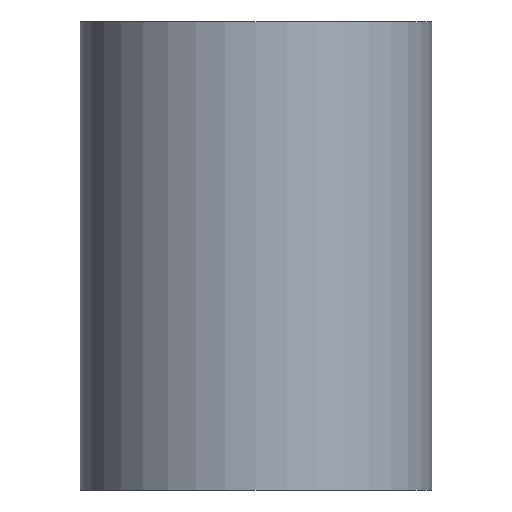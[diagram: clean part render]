
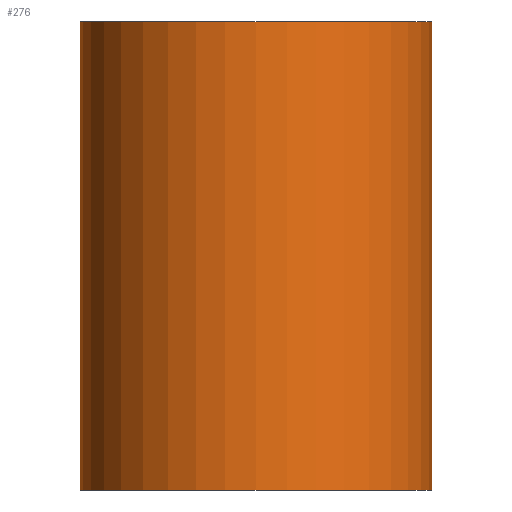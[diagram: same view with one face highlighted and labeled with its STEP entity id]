
A CAD part, front view. The second image highlights one B-rep face of the part: STEP entity #276.
In plain terms, the highlighted cylindrical face has radius 7.163 mm (diameter 14.326 mm), a partial arc.
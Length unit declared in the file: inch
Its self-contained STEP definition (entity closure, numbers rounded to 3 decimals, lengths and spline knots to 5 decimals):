
#5 = DIRECTION ( 'NONE',  ( 1., 0., 0. ) ) ;
#31 = AXIS2_PLACEMENT_3D ( 'NONE', #404, #55, #317 ) ;
#44 = AXIS2_PLACEMENT_3D ( 'NONE', #47, #308, #5 ) ;
#47 = CARTESIAN_POINT ( 'NONE',  ( 0.25, -1.062, -0.375 ) ) ;
#55 = DIRECTION ( 'NONE',  ( 0., 0., -1. ) ) ;
#57 = EDGE_CURVE ( 'NONE', #314, #83, #539, .T. ) ;
#66 = DIRECTION ( 'NONE',  ( 0., 0., -1. ) ) ;
#73 = VERTEX_POINT ( 'NONE', #350 ) ;
#83 = VERTEX_POINT ( 'NONE', #265 ) ;
#133 = VECTOR ( 'NONE', #552, 39.37008 ) ;
#159 = CARTESIAN_POINT ( 'NONE',  ( 0.25, -0.78, 0.375 ) ) ;
#205 = ORIENTED_EDGE ( 'NONE', *, *, #388, .T. ) ;
#250 = ORIENTED_EDGE ( 'NONE', *, *, #57, .F. ) ;
#253 = EDGE_LOOP ( 'NONE', ( #250, #386, #373, #205 ) ) ;
#265 = CARTESIAN_POINT ( 'NONE',  ( -0.032, -1.062, -0.375 ) ) ;
#275 = LINE ( 'NONE', #421, #133 ) ;
#276 = ADVANCED_FACE ( 'NONE', ( #545 ), #531, .T. ) ;
#289 = LINE ( 'NONE', #159, #499 ) ;
#308 = DIRECTION ( 'NONE',  ( 0., 0., -1. ) ) ;
#314 = VERTEX_POINT ( 'NONE', #483 ) ;
#317 = DIRECTION ( 'NONE',  ( -1., 0., 0. ) ) ;
#321 = CIRCLE ( 'NONE', #451, 0.282 ) ;
#327 = CARTESIAN_POINT ( 'NONE',  ( 0.25, -1.062, 0.375 ) ) ;
#336 = EDGE_CURVE ( 'NONE', #495, #314, #289, .T. ) ;
#350 = CARTESIAN_POINT ( 'NONE',  ( -0.032, -1.062, 0.375 ) ) ;
#370 = DIRECTION ( 'NONE',  ( 1., 0., 0. ) ) ;
#373 = ORIENTED_EDGE ( 'NONE', *, *, #543, .T. ) ;
#386 = ORIENTED_EDGE ( 'NONE', *, *, #336, .F. ) ;
#388 = EDGE_CURVE ( 'NONE', #73, #83, #275, .T. ) ;
#404 = CARTESIAN_POINT ( 'NONE',  ( 0.25, -1.062, 0.375 ) ) ;
#419 = DIRECTION ( 'NONE',  ( 0., 0., -1. ) ) ;
#421 = CARTESIAN_POINT ( 'NONE',  ( -0.032, -1.062, 0.375 ) ) ;
#451 = AXIS2_PLACEMENT_3D ( 'NONE', #327, #66, #370 ) ;
#483 = CARTESIAN_POINT ( 'NONE',  ( 0.25, -0.78, -0.375 ) ) ;
#495 = VERTEX_POINT ( 'NONE', #512 ) ;
#499 = VECTOR ( 'NONE', #419, 39.37008 ) ;
#512 = CARTESIAN_POINT ( 'NONE',  ( 0.25, -0.78, 0.375 ) ) ;
#531 = CYLINDRICAL_SURFACE ( 'NONE', #31, 0.282 ) ;
#539 = CIRCLE ( 'NONE', #44, 0.282 ) ;
#543 = EDGE_CURVE ( 'NONE', #495, #73, #321, .T. ) ;
#545 = FACE_OUTER_BOUND ( 'NONE', #253, .T. ) ;
#552 = DIRECTION ( 'NONE',  ( 0., 0., -1. ) ) ;
